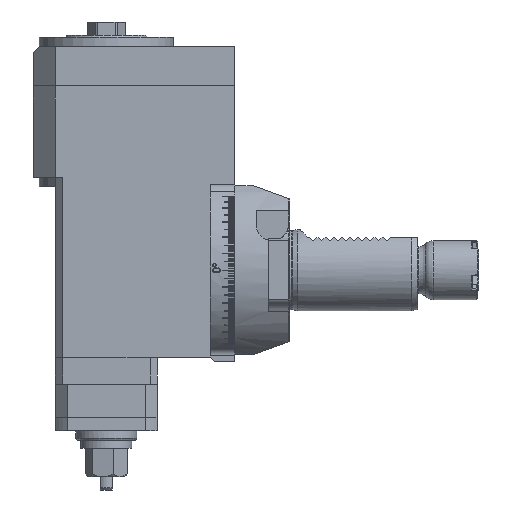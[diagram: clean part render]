
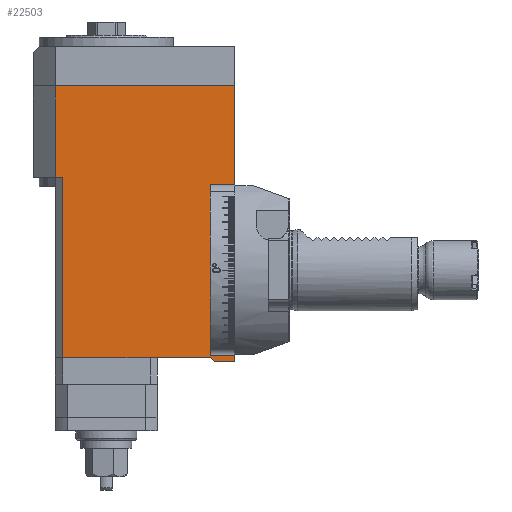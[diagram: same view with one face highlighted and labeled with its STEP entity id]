
A CAD part, left-side view. The second image highlights one B-rep face of the part: STEP entity #22503.
In plain terms, the highlighted planar face has unit normal (-1, 0, 0).
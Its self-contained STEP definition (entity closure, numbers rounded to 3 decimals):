
#683 = ORIENTED_EDGE ( 'NONE', *, *, #43749, .T. ) ;
#762 = DIRECTION ( 'NONE',  ( 0., -0.707, -0.707 ) ) ;
#1786 = ORIENTED_EDGE ( 'NONE', *, *, #7403, .F. ) ;
#2327 = CARTESIAN_POINT ( 'NONE',  ( -25.99, -63., 41.86 ) ) ;
#2539 = DIRECTION ( 'NONE',  ( 0., 0., -1. ) ) ;
#3618 = LINE ( 'NONE', #30799, #46282 ) ;
#4140 = LINE ( 'NONE', #57252, #36110 ) ;
#4974 = DIRECTION ( 'NONE',  ( 0., 1., 0. ) ) ;
#5109 = CARTESIAN_POINT ( 'NONE',  ( -25.99, -33., -41.86 ) ) ;
#5859 = DIRECTION ( 'NONE',  ( 0., -1., 0. ) ) ;
#6694 = CARTESIAN_POINT ( 'NONE',  ( -25.99, 21.5, 45.5 ) ) ;
#6749 = ORIENTED_EDGE ( 'NONE', *, *, #51155, .F. ) ;
#7403 = EDGE_CURVE ( 'NONE', #24419, #61062, #54555, .T. ) ;
#7731 = VERTEX_POINT ( 'NONE', #20565 ) ;
#10289 = CARTESIAN_POINT ( 'NONE',  ( -25.99, -51., -43. ) ) ;
#10994 = VERTEX_POINT ( 'NONE', #48813 ) ;
#11441 = CARTESIAN_POINT ( 'NONE',  ( -25.99, 25., 90.5 ) ) ;
#11546 = VERTEX_POINT ( 'NONE', #41193 ) ;
#11757 = CARTESIAN_POINT ( 'NONE',  ( -25.99, 21.5, -43. ) ) ;
#12468 = CARTESIAN_POINT ( 'NONE',  ( -25.99, 21.5, 45.5 ) ) ;
#12970 = VERTEX_POINT ( 'NONE', #41008 ) ;
#13250 = ORIENTED_EDGE ( 'NONE', *, *, #43601, .T. ) ;
#13451 = ORIENTED_EDGE ( 'NONE', *, *, #50708, .F. ) ;
#13538 = VECTOR ( 'NONE', #36633, 1000. ) ;
#13871 = CARTESIAN_POINT ( 'NONE',  ( -25.99, -51., -45. ) ) ;
#14196 = VECTOR ( 'NONE', #2539, 1000. ) ;
#14413 = DIRECTION ( 'NONE',  ( 0., -1., 0. ) ) ;
#14707 = VECTOR ( 'NONE', #18234, 1000. ) ;
#14794 = CARTESIAN_POINT ( 'NONE',  ( -25.99, 25., 90.5 ) ) ;
#14843 = EDGE_CURVE ( 'NONE', #22853, #52835, #25696, .T. ) ;
#15023 = ORIENTED_EDGE ( 'NONE', *, *, #16739, .T. ) ;
#16287 = CARTESIAN_POINT ( 'NONE',  ( -25.99, -63., 41.86 ) ) ;
#16739 = EDGE_CURVE ( 'NONE', #52835, #34750, #3618, .T. ) ;
#17193 = LINE ( 'NONE', #46215, #13538 ) ;
#17641 = EDGE_CURVE ( 'NONE', #30651, #61062, #20726, .T. ) ;
#18234 = DIRECTION ( 'NONE',  ( 0., -1., 0. ) ) ;
#19799 = CARTESIAN_POINT ( 'NONE',  ( -25.99, -51., 41.86 ) ) ;
#20156 = AXIS2_PLACEMENT_3D ( 'NONE', #42386, #28465, #4974 ) ;
#20421 = CARTESIAN_POINT ( 'NONE',  ( -25.99, -33., 41.86 ) ) ;
#20565 = CARTESIAN_POINT ( 'NONE',  ( -25.99, -63., -45. ) ) ;
#20726 = LINE ( 'NONE', #20421, #40348 ) ;
#20789 = ORIENTED_EDGE ( 'NONE', *, *, #17641, .T. ) ;
#21784 = LINE ( 'NONE', #51113, #25513 ) ;
#21890 = VERTEX_POINT ( 'NONE', #43897 ) ;
#22503 = ADVANCED_FACE ( 'Defeature completata2_27', ( #47309 ), #38642, .F. ) ;
#22853 = VERTEX_POINT ( 'NONE', #14794 ) ;
#23053 = EDGE_CURVE ( 'NONE', #12970, #11546, #53549, .T. ) ;
#23077 = ORIENTED_EDGE ( 'NONE', *, *, #37185, .F. ) ;
#23888 = DIRECTION ( 'NONE',  ( 0., -1., 0. ) ) ;
#24419 = VERTEX_POINT ( 'NONE', #41512 ) ;
#25513 = VECTOR ( 'NONE', #31033, 1000. ) ;
#25696 = LINE ( 'NONE', #11441, #40665 ) ;
#27761 = DIRECTION ( 'NONE',  ( 0., 0., -1. ) ) ;
#28268 = VECTOR ( 'NONE', #58912, 1000. ) ;
#28465 = DIRECTION ( 'NONE',  ( 1., 0., 0. ) ) ;
#30324 = ORIENTED_EDGE ( 'NONE', *, *, #23053, .T. ) ;
#30615 = DIRECTION ( 'NONE',  ( 0., 0., -1. ) ) ;
#30651 = VERTEX_POINT ( 'NONE', #19799 ) ;
#30799 = CARTESIAN_POINT ( 'NONE',  ( -25.99, -63., 45.5 ) ) ;
#31013 = VECTOR ( 'NONE', #27761, 1000. ) ;
#31033 = DIRECTION ( 'NONE',  ( 0., 1., 0. ) ) ;
#31810 = EDGE_CURVE ( 'NONE', #11546, #7731, #60539, .T. ) ;
#32947 = LINE ( 'NONE', #5109, #56831 ) ;
#34050 = VERTEX_POINT ( 'NONE', #45660 ) ;
#34205 = LINE ( 'NONE', #6694, #28268 ) ;
#34750 = VERTEX_POINT ( 'NONE', #12468 ) ;
#35511 = LINE ( 'NONE', #50032, #31013 ) ;
#36110 = VECTOR ( 'NONE', #23888, 1000. ) ;
#36241 = ORIENTED_EDGE ( 'NONE', *, *, #31810, .T. ) ;
#36345 = EDGE_CURVE ( 'NONE', #22853, #24419, #4140, .T. ) ;
#36461 = ORIENTED_EDGE ( 'NONE', *, *, #36345, .F. ) ;
#36633 = DIRECTION ( 'NONE',  ( 0., -1., 0. ) ) ;
#37185 = EDGE_CURVE ( 'NONE', #34050, #10994, #32947, .T. ) ;
#38642 = PLANE ( 'NONE',  #20156 ) ;
#39475 = CARTESIAN_POINT ( 'NONE',  ( -25.99, 25., 45.5 ) ) ;
#40348 = VECTOR ( 'NONE', #5859, 1000. ) ;
#40398 = DIRECTION ( 'NONE',  ( 0., -1., 0. ) ) ;
#40665 = VECTOR ( 'NONE', #30615, 1000. ) ;
#41008 = CARTESIAN_POINT ( 'NONE',  ( -25.99, -51., -43. ) ) ;
#41193 = CARTESIAN_POINT ( 'NONE',  ( -25.99, -53., -45. ) ) ;
#41512 = CARTESIAN_POINT ( 'NONE',  ( -25.99, -63., 90.5 ) ) ;
#41669 = EDGE_LOOP ( 'NONE', ( #57822, #15023, #13250, #683, #44827, #30324, #36241, #6749, #23077, #13451, #20789, #1786, #36461 ) ) ;
#41943 = VECTOR ( 'NONE', #49955, 1000. ) ;
#42386 = CARTESIAN_POINT ( 'NONE',  ( -25.99, -51., 45.5 ) ) ;
#42911 = VERTEX_POINT ( 'NONE', #11757 ) ;
#43601 = EDGE_CURVE ( 'NONE', #34750, #42911, #34205, .T. ) ;
#43749 = EDGE_CURVE ( 'NONE', #42911, #21890, #17193, .T. ) ;
#43897 = CARTESIAN_POINT ( 'NONE',  ( -25.99, -21.5, -43. ) ) ;
#44827 = ORIENTED_EDGE ( 'NONE', *, *, #45944, .F. ) ;
#44863 = LINE ( 'NONE', #50117, #14196 ) ;
#45660 = CARTESIAN_POINT ( 'NONE',  ( -25.99, -51., -41.86 ) ) ;
#45944 = EDGE_CURVE ( 'NONE', #12970, #21890, #21784, .T. ) ;
#46215 = CARTESIAN_POINT ( 'NONE',  ( -25.99, -21.5, -43. ) ) ;
#46282 = VECTOR ( 'NONE', #40398, 1000. ) ;
#47309 = FACE_OUTER_BOUND ( 'NONE', #41669, .T. ) ;
#48813 = CARTESIAN_POINT ( 'NONE',  ( -25.99, -63., -41.86 ) ) ;
#49955 = DIRECTION ( 'NONE',  ( 0., 0., -1. ) ) ;
#50032 = CARTESIAN_POINT ( 'NONE',  ( -25.99, -63., -41.86 ) ) ;
#50117 = CARTESIAN_POINT ( 'NONE',  ( -25.99, -51., 45.5 ) ) ;
#50708 = EDGE_CURVE ( 'NONE', #30651, #34050, #44863, .T. ) ;
#51113 = CARTESIAN_POINT ( 'NONE',  ( -25.99, 25., -43. ) ) ;
#51155 = EDGE_CURVE ( 'NONE', #10994, #7731, #35511, .T. ) ;
#52835 = VERTEX_POINT ( 'NONE', #39475 ) ;
#53549 = LINE ( 'NONE', #10289, #58421 ) ;
#54555 = LINE ( 'NONE', #16287, #41943 ) ;
#56831 = VECTOR ( 'NONE', #14413, 1000. ) ;
#57252 = CARTESIAN_POINT ( 'NONE',  ( -25.99, -33., 90.5 ) ) ;
#57822 = ORIENTED_EDGE ( 'NONE', *, *, #14843, .T. ) ;
#58421 = VECTOR ( 'NONE', #762, 1000. ) ;
#58912 = DIRECTION ( 'NONE',  ( 0., 0., -1. ) ) ;
#60539 = LINE ( 'NONE', #13871, #14707 ) ;
#61062 = VERTEX_POINT ( 'NONE', #2327 ) ;
